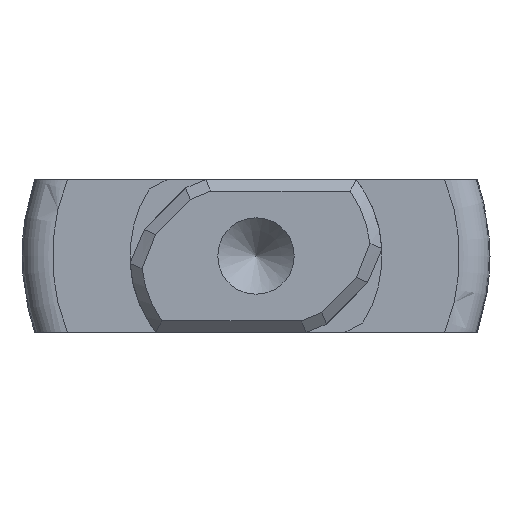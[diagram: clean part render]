
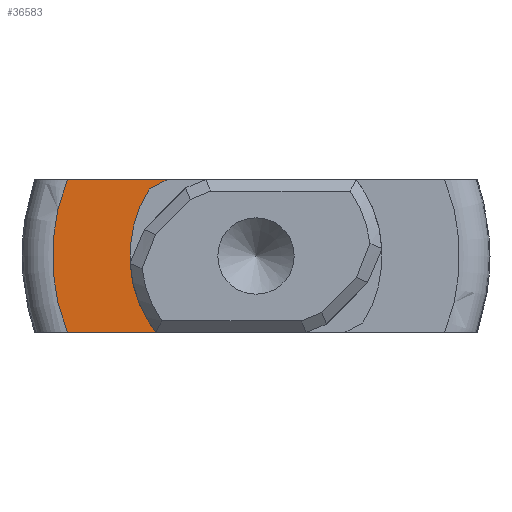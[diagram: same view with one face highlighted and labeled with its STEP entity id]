
A CAD part, left-side view. The second image highlights one B-rep face of the part: STEP entity #36583.
In plain terms, the highlighted planar face has unit normal (-1, 0, 0).
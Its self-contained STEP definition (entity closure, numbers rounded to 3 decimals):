
#722 = PLANE('',#723);
#723 = AXIS2_PLACEMENT_3D('',#724,#725,#726);
#724 = CARTESIAN_POINT('',(-6.25,-6.25,2.));
#725 = DIRECTION('',(0.,0.,1.));
#726 = DIRECTION('',(0.,1.,0.));
#15273 = VERTEX_POINT('',#15274);
#15274 = CARTESIAN_POINT('',(0.,4.94,2.));
#15308 = TOROIDAL_SURFACE('',#15309,5.329,0.8);
#15309 = AXIS2_PLACEMENT_3D('',#15310,#15311,#15312);
#15310 = CARTESIAN_POINT('',(0.8,0.,0.));
#15311 = DIRECTION('',(1.,0.,0.));
#15312 = DIRECTION('',(0.,0.,-1.));
#15342 = EDGE_CURVE('',#15273,#15343,#15345,.T.);
#15343 = VERTEX_POINT('',#15344);
#15344 = CARTESIAN_POINT('',(0.,2.327,2.));
#15345 = SURFACE_CURVE('',#15346,(#15350,#15357),.PCURVE_S1.);
#15346 = LINE('',#15347,#15348);
#15347 = CARTESIAN_POINT('',(0.,5.79,2.));
#15348 = VECTOR('',#15349,1.);
#15349 = DIRECTION('',(0.,-1.,0.));
#15350 = PCURVE('',#722,#15351);
#15351 = DEFINITIONAL_REPRESENTATION('',(#15352),#15356);
#15352 = LINE('',#15353,#15354);
#15353 = CARTESIAN_POINT('',(12.04,-6.25));
#15354 = VECTOR('',#15355,1.);
#15355 = DIRECTION('',(-1.,-0.));
#15356 = ( GEOMETRIC_REPRESENTATION_CONTEXT(2) 
PARAMETRIC_REPRESENTATION_CONTEXT() REPRESENTATION_CONTEXT('2D SPACE',''
  ) );
#15357 = PCURVE('',#15358,#15363);
#15358 = PLANE('',#15359);
#15359 = AXIS2_PLACEMENT_3D('',#15360,#15361,#15362);
#15360 = CARTESIAN_POINT('',(0.,5.329,
    0.));
#15361 = DIRECTION('',(-1.,0.,0.));
#15362 = DIRECTION('',(0.,0.,1.));
#15363 = DEFINITIONAL_REPRESENTATION('',(#15364),#15368);
#15364 = LINE('',#15365,#15366);
#15365 = CARTESIAN_POINT('',(2.,0.46));
#15366 = VECTOR('',#15367,1.);
#15367 = DIRECTION('',(0.,-1.));
#15368 = ( GEOMETRIC_REPRESENTATION_CONTEXT(2) 
PARAMETRIC_REPRESENTATION_CONTEXT() REPRESENTATION_CONTEXT('2D SPACE',''
  ) );
#15386 = PLANE('',#15387);
#15387 = AXIS2_PLACEMENT_3D('',#15388,#15389,#15390);
#15388 = CARTESIAN_POINT('',(-46.125,2.561,1.878));
#15389 = DIRECTION('',(0.,0.464,0.886)
  );
#15390 = DIRECTION('',(1.,0.,0.));
#32761 = PLANE('',#32762);
#32762 = AXIS2_PLACEMENT_3D('',#32763,#32764,#32765);
#32763 = CARTESIAN_POINT('',(-6.25,6.25,-2.));
#32764 = DIRECTION('',(0.,0.,-1.));
#32765 = DIRECTION('',(0.,-1.,0.));
#34858 = PLANE('',#34859);
#34859 = AXIS2_PLACEMENT_3D('',#34860,#34861,#34862);
#34860 = CARTESIAN_POINT('',(-46.125,2.561,-1.878));
#34861 = DIRECTION('',(0.,0.464,-0.886
    ));
#34862 = DIRECTION('',(-1.,0.,0.));
#34878 = VERTEX_POINT('',#34879);
#34879 = CARTESIAN_POINT('',(0.,2.795,
    -1.755));
#34893 = CYLINDRICAL_SURFACE('',#34894,3.3);
#34894 = AXIS2_PLACEMENT_3D('',#34895,#34896,#34897);
#34895 = CARTESIAN_POINT('',(-46.125,0.,
    0.));
#34896 = DIRECTION('',(1.,0.,0.));
#34897 = DIRECTION('',(0.,1.,0.));
#34905 = EDGE_CURVE('',#34906,#34878,#34908,.T.);
#34906 = VERTEX_POINT('',#34907);
#34907 = CARTESIAN_POINT('',(0.,2.327,-2.));
#34908 = SURFACE_CURVE('',#34909,(#34913,#34920),.PCURVE_S1.);
#34909 = LINE('',#34910,#34911);
#34910 = CARTESIAN_POINT('',(0.,4.033,-1.107));
#34911 = VECTOR('',#34912,1.);
#34912 = DIRECTION('',(0.,0.886,0.464)
  );
#34913 = PCURVE('',#34858,#34914);
#34914 = DEFINITIONAL_REPRESENTATION('',(#34915),#34919);
#34915 = LINE('',#34916,#34917);
#34916 = CARTESIAN_POINT('',(-46.125,1.662));
#34917 = VECTOR('',#34918,1.);
#34918 = DIRECTION('',(0.,1.));
#34919 = ( GEOMETRIC_REPRESENTATION_CONTEXT(2) 
PARAMETRIC_REPRESENTATION_CONTEXT() REPRESENTATION_CONTEXT('2D SPACE',''
  ) );
#34920 = PCURVE('',#15358,#34921);
#34921 = DEFINITIONAL_REPRESENTATION('',(#34922),#34926);
#34922 = LINE('',#34923,#34924);
#34923 = CARTESIAN_POINT('',(-1.107,-1.296));
#34924 = VECTOR('',#34925,1.);
#34925 = DIRECTION('',(0.464,0.886));
#34926 = ( GEOMETRIC_REPRESENTATION_CONTEXT(2) 
PARAMETRIC_REPRESENTATION_CONTEXT() REPRESENTATION_CONTEXT('2D SPACE',''
  ) );
#35414 = EDGE_CURVE('',#34906,#35415,#35417,.T.);
#35415 = VERTEX_POINT('',#35416);
#35416 = CARTESIAN_POINT('',(0.,4.94,-2.));
#35417 = SURFACE_CURVE('',#35418,(#35422,#35429),.PCURVE_S1.);
#35418 = LINE('',#35419,#35420);
#35419 = CARTESIAN_POINT('',(0.,-0.46,-2.));
#35420 = VECTOR('',#35421,1.);
#35421 = DIRECTION('',(0.,1.,0.));
#35422 = PCURVE('',#32761,#35423);
#35423 = DEFINITIONAL_REPRESENTATION('',(#35424),#35428);
#35424 = LINE('',#35425,#35426);
#35425 = CARTESIAN_POINT('',(6.71,-6.25));
#35426 = VECTOR('',#35427,1.);
#35427 = DIRECTION('',(-1.,-0.));
#35428 = ( GEOMETRIC_REPRESENTATION_CONTEXT(2) 
PARAMETRIC_REPRESENTATION_CONTEXT() REPRESENTATION_CONTEXT('2D SPACE',''
  ) );
#35429 = PCURVE('',#15358,#35430);
#35430 = DEFINITIONAL_REPRESENTATION('',(#35431),#35435);
#35431 = LINE('',#35432,#35433);
#35432 = CARTESIAN_POINT('',(-2.,-5.79));
#35433 = VECTOR('',#35434,1.);
#35434 = DIRECTION('',(0.,1.));
#35435 = ( GEOMETRIC_REPRESENTATION_CONTEXT(2) 
PARAMETRIC_REPRESENTATION_CONTEXT() REPRESENTATION_CONTEXT('2D SPACE',''
  ) );
#36058 = EDGE_CURVE('',#36059,#15343,#36061,.T.);
#36059 = VERTEX_POINT('',#36060);
#36060 = CARTESIAN_POINT('',(0.,2.795,
    1.755));
#36061 = SURFACE_CURVE('',#36062,(#36066,#36073),.PCURVE_S1.);
#36062 = LINE('',#36063,#36064);
#36063 = CARTESIAN_POINT('',(0.,4.033,1.107));
#36064 = VECTOR('',#36065,1.);
#36065 = DIRECTION('',(0.,-0.886,0.464
    ));
#36066 = PCURVE('',#15386,#36067);
#36067 = DEFINITIONAL_REPRESENTATION('',(#36068),#36072);
#36068 = LINE('',#36069,#36070);
#36069 = CARTESIAN_POINT('',(46.125,1.662));
#36070 = VECTOR('',#36071,1.);
#36071 = DIRECTION('',(0.,-1.));
#36072 = ( GEOMETRIC_REPRESENTATION_CONTEXT(2) 
PARAMETRIC_REPRESENTATION_CONTEXT() REPRESENTATION_CONTEXT('2D SPACE',''
  ) );
#36073 = PCURVE('',#15358,#36074);
#36074 = DEFINITIONAL_REPRESENTATION('',(#36075),#36079);
#36075 = LINE('',#36076,#36077);
#36076 = CARTESIAN_POINT('',(1.107,-1.296));
#36077 = VECTOR('',#36078,1.);
#36078 = DIRECTION('',(0.464,-0.886));
#36079 = ( GEOMETRIC_REPRESENTATION_CONTEXT(2) 
PARAMETRIC_REPRESENTATION_CONTEXT() REPRESENTATION_CONTEXT('2D SPACE',''
  ) );
#36108 = EDGE_CURVE('',#34878,#36059,#36109,.T.);
#36109 = SURFACE_CURVE('',#36110,(#36115,#36122),.PCURVE_S1.);
#36110 = CIRCLE('',#36111,3.3);
#36111 = AXIS2_PLACEMENT_3D('',#36112,#36113,#36114);
#36112 = CARTESIAN_POINT('',(0.,0.,
    0.));
#36113 = DIRECTION('',(1.,0.,0.));
#36114 = DIRECTION('',(0.,0.,1.));
#36115 = PCURVE('',#34893,#36116);
#36116 = DEFINITIONAL_REPRESENTATION('',(#36117),#36121);
#36117 = LINE('',#36118,#36119);
#36118 = CARTESIAN_POINT('',(1.571,46.125));
#36119 = VECTOR('',#36120,1.);
#36120 = DIRECTION('',(1.,0.));
#36121 = ( GEOMETRIC_REPRESENTATION_CONTEXT(2) 
PARAMETRIC_REPRESENTATION_CONTEXT() REPRESENTATION_CONTEXT('2D SPACE',''
  ) );
#36122 = PCURVE('',#15358,#36123);
#36123 = DEFINITIONAL_REPRESENTATION('',(#36124),#36132);
#36124 = ( BOUNDED_CURVE() B_SPLINE_CURVE(2,(#36125,#36126,#36127,#36128
    ,#36129,#36130,#36131),.UNSPECIFIED.,.T.,.F.) 
B_SPLINE_CURVE_WITH_KNOTS((1,2,2,2,2,1),(-2.094,0.,
    2.094,4.189,6.283,8.378),
.UNSPECIFIED.) CURVE() GEOMETRIC_REPRESENTATION_ITEM() 
RATIONAL_B_SPLINE_CURVE((1.,0.5,1.,0.5,1.,0.5,1.)) REPRESENTATION_ITEM(
  '') );
#36125 = CARTESIAN_POINT('',(3.3,-5.329));
#36126 = CARTESIAN_POINT('',(3.3,-11.045));
#36127 = CARTESIAN_POINT('',(-1.65,-8.187));
#36128 = CARTESIAN_POINT('',(-6.6,-5.329));
#36129 = CARTESIAN_POINT('',(-1.65,-2.471));
#36130 = CARTESIAN_POINT('',(3.3,0.387));
#36131 = CARTESIAN_POINT('',(3.3,-5.329));
#36132 = ( GEOMETRIC_REPRESENTATION_CONTEXT(2) 
PARAMETRIC_REPRESENTATION_CONTEXT() REPRESENTATION_CONTEXT('2D SPACE',''
  ) );
#36583 = ADVANCED_FACE('',(#36584),#15358,.T.);
#36584 = FACE_BOUND('',#36585,.T.);
#36585 = EDGE_LOOP('',(#36586,#36587,#36588,#36589,#36615,#36616));
#36586 = ORIENTED_EDGE('',*,*,#36108,.T.);
#36587 = ORIENTED_EDGE('',*,*,#36058,.T.);
#36588 = ORIENTED_EDGE('',*,*,#15342,.F.);
#36589 = ORIENTED_EDGE('',*,*,#36590,.F.);
#36590 = EDGE_CURVE('',#35415,#15273,#36591,.T.);
#36591 = SURFACE_CURVE('',#36592,(#36597,#36608),.PCURVE_S1.);
#36592 = CIRCLE('',#36593,5.329);
#36593 = AXIS2_PLACEMENT_3D('',#36594,#36595,#36596);
#36594 = CARTESIAN_POINT('',(0.,0.,0.)
  );
#36595 = DIRECTION('',(1.,0.,0.));
#36596 = DIRECTION('',(0.,0.,1.));
#36597 = PCURVE('',#15358,#36598);
#36598 = DEFINITIONAL_REPRESENTATION('',(#36599),#36607);
#36599 = ( BOUNDED_CURVE() B_SPLINE_CURVE(2,(#36600,#36601,#36602,#36603
    ,#36604,#36605,#36606),.UNSPECIFIED.,.T.,.F.) 
B_SPLINE_CURVE_WITH_KNOTS((1,2,2,2,2,1),(-2.094,0.,
    2.094,4.189,6.283,8.378),
.UNSPECIFIED.) CURVE() GEOMETRIC_REPRESENTATION_ITEM() 
RATIONAL_B_SPLINE_CURVE((1.,0.5,1.,0.5,1.,0.5,1.)) REPRESENTATION_ITEM(
  '') );
#36600 = CARTESIAN_POINT('',(5.329,-5.329));
#36601 = CARTESIAN_POINT('',(5.329,-14.56));
#36602 = CARTESIAN_POINT('',(-2.665,-9.945));
#36603 = CARTESIAN_POINT('',(-10.659,-5.329));
#36604 = CARTESIAN_POINT('',(-2.665,-0.714));
#36605 = CARTESIAN_POINT('',(5.329,3.901));
#36606 = CARTESIAN_POINT('',(5.329,-5.329));
#36607 = ( GEOMETRIC_REPRESENTATION_CONTEXT(2) 
PARAMETRIC_REPRESENTATION_CONTEXT() REPRESENTATION_CONTEXT('2D SPACE',''
  ) );
#36608 = PCURVE('',#15308,#36609);
#36609 = DEFINITIONAL_REPRESENTATION('',(#36610),#36614);
#36610 = LINE('',#36611,#36612);
#36611 = CARTESIAN_POINT('',(-3.142,4.712));
#36612 = VECTOR('',#36613,1.);
#36613 = DIRECTION('',(1.,0.));
#36614 = ( GEOMETRIC_REPRESENTATION_CONTEXT(2) 
PARAMETRIC_REPRESENTATION_CONTEXT() REPRESENTATION_CONTEXT('2D SPACE',''
  ) );
#36615 = ORIENTED_EDGE('',*,*,#35414,.F.);
#36616 = ORIENTED_EDGE('',*,*,#34905,.T.);
